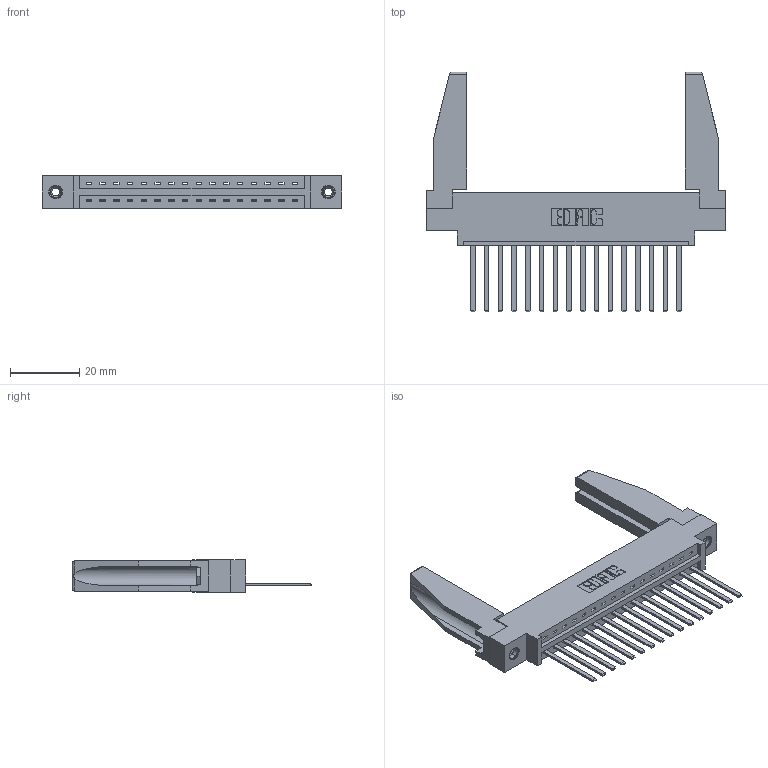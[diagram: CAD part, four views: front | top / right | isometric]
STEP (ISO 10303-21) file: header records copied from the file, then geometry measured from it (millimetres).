
FILE_DESCRIPTION (( 'STEP AP203' ), '1' );
FILE_NAME ('337-016-544-678.STEP', '2019-09-28T18:06:50', ( '' ), ( '' ), 'SwSTEP 2.0', 'SolidWorks 2016', '' );
FILE_SCHEMA (( 'CONFIG_CONTROL_DESIGN' ));
Length unit declared in the file: inch
Products named in the file (5): 345-250-001_345-250-001-102; 337 Part_0.170 Offset - 0.156 Dia-TI; 337-016-544-678; 307-220-078; 345-292-001_345-293-144
Assembly tree (21 placements, depth 2):
  337-016-544-678
    337 Part_0.170 Offset - 0.156 Dia-TI
    345-292-001_345-293-144  x16
    345-250-001_345-250-001-102  x2
    307-220-078  x2
Bounding box: 86.41 x 69.09 x 9.4 mm (x, y, z)
Volume: 12716.7 mm3; surface area: 13412.9 mm2
Topology: 21 solids, 21 shells, 1144 faces, 3373 edges, 2218 vertices
Faces by surface type: plane 830, cylinder 298, cone 12, torus 4
Entity records: 17644 total; most frequent: CARTESIAN_POINT 3064, ORIENTED_EDGE 2972, DIRECTION 2638, EDGE_CURVE 1486, LINE 1324, VECTOR 1324, VERTEX_POINT 984, AXIS2_PLACEMENT_3D 657
